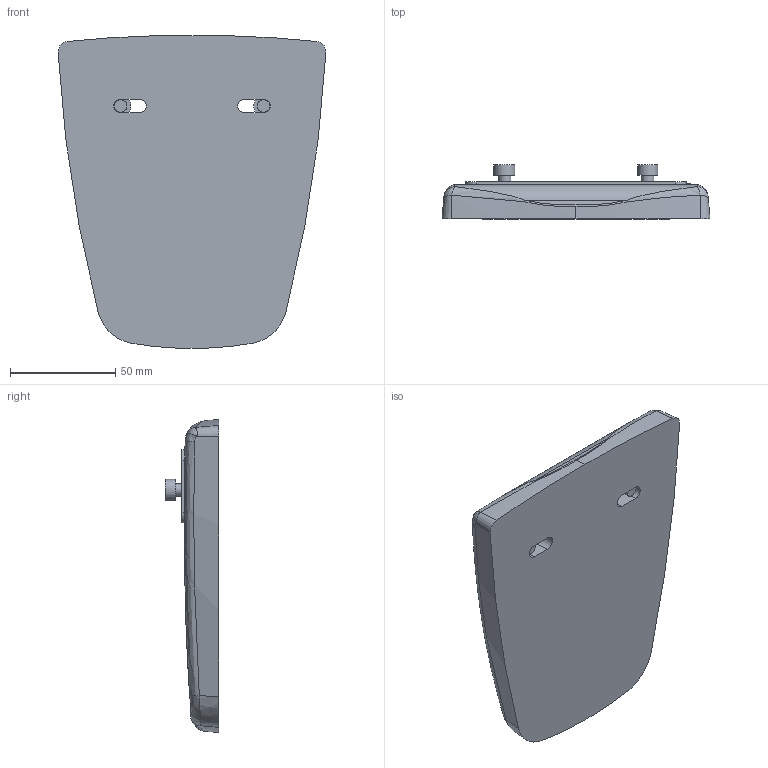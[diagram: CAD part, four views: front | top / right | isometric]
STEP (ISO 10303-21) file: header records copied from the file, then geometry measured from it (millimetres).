
FILE_DESCRIPTION(/* description */ (''),/* implementation_level */ '2;1');
FILE_NAME(/* name */ '50978 Freestand light.stp',/* time_stamp */ '2015-04-15T09:43:46+02:00',/* author */ ('guzb562'),/* organization */ (''),/* preprocessor_version */ 'ST-DEVELOPER v15.6',/* originating_system */ 'Autodesk Inventor 2015',/* authorisation */ '');
FILE_SCHEMA (('AUTOMOTIVE_DESIGN { 1 0 10303 214 3 1 1 }'));
Length unit declared in the file: millimetre
Products named in the file (1): 50978 Freestand light
Bounding box: 127.52 x 25.55 x 148.92 mm (x, y, z)
Volume: 246613.2 mm3; surface area: 40735 mm2
Topology: 3 solids, 3 shells, 276 faces, 717 edges, 472 vertices
Faces by surface type: plane 124, bspline 96, cylinder 42, cone 14
Full cylindrical faces by diameter (mm): 5.901 x1, 6 x1, 9.594 x1, 10.097 x1
Entity records: 11082 total; most frequent: CARTESIAN_POINT 4824, ORIENTED_EDGE 1422, DIRECTION 1016, EDGE_CURVE 711, VERTEX_POINT 472, AXIS2_PLACEMENT_3D 341, LINE 334, VECTOR 334
